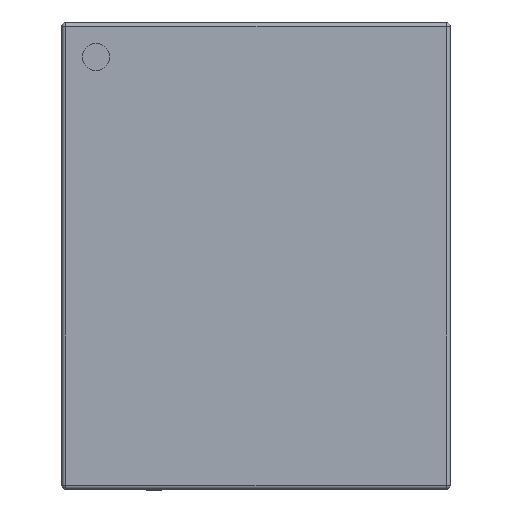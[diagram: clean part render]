
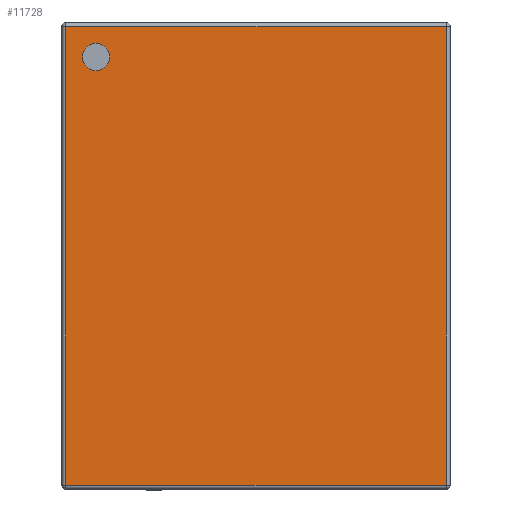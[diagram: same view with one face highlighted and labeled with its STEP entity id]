
A CAD part, top view. The second image highlights one B-rep face of the part: STEP entity #11728.
In plain terms, the highlighted planar face has unit normal (0, 0, 1).
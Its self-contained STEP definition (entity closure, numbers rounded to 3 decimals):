
#9430 = CYLINDRICAL_SURFACE('',#9431,0.05);
#9431 = AXIS2_PLACEMENT_3D('',#9432,#9433,#9434);
#9432 = CARTESIAN_POINT('',(-2.94,2.44,0.83));
#9433 = DIRECTION('',(-0.,-1.,-0.));
#9434 = DIRECTION('',(-1.,0.,0.));
#9628 = CYLINDRICAL_SURFACE('',#9629,0.05);
#9629 = AXIS2_PLACEMENT_3D('',#9630,#9631,#9632);
#9630 = CARTESIAN_POINT('',(-2.99,-2.44,0.83));
#9631 = DIRECTION('',(1.,0.,0.));
#9632 = DIRECTION('',(0.,-1.,0.));
#10337 = CYLINDRICAL_SURFACE('',#10338,0.05);
#10338 = AXIS2_PLACEMENT_3D('',#10339,#10340,#10341);
#10339 = CARTESIAN_POINT('',(-2.99,2.44,0.83));
#10340 = DIRECTION('',(1.,0.,0.));
#10341 = DIRECTION('',(0.,1.,0.));
#10793 = CYLINDRICAL_SURFACE('',#10794,0.05);
#10794 = AXIS2_PLACEMENT_3D('',#10795,#10796,#10797);
#10795 = CARTESIAN_POINT('',(2.94,-2.44,0.83));
#10796 = DIRECTION('',(0.,1.,0.));
#10797 = DIRECTION('',(0.,0.,1.));
#11353 = VERTEX_POINT('',#11354);
#11354 = CARTESIAN_POINT('',(-2.94,2.44,0.88));
#11374 = EDGE_CURVE('',#11353,#11375,#11377,.T.);
#11375 = VERTEX_POINT('',#11376);
#11376 = CARTESIAN_POINT('',(-2.94,-2.44,0.88));
#11377 = SURFACE_CURVE('',#11378,(#11382,#11389),.PCURVE_S1.);
#11378 = LINE('',#11379,#11380);
#11379 = CARTESIAN_POINT('',(-2.94,2.44,0.88));
#11380 = VECTOR('',#11381,1.);
#11381 = DIRECTION('',(-0.,-1.,-0.));
#11382 = PCURVE('',#9430,#11383);
#11383 = DEFINITIONAL_REPRESENTATION('',(#11384),#11388);
#11384 = LINE('',#11385,#11386);
#11385 = CARTESIAN_POINT('',(-1.571,0.));
#11386 = VECTOR('',#11387,1.);
#11387 = DIRECTION('',(-0.,1.));
#11388 = ( GEOMETRIC_REPRESENTATION_CONTEXT(2) 
PARAMETRIC_REPRESENTATION_CONTEXT() REPRESENTATION_CONTEXT('2D SPACE',''
  ) );
#11389 = PCURVE('',#11390,#11395);
#11390 = PLANE('',#11391);
#11391 = AXIS2_PLACEMENT_3D('',#11392,#11393,#11394);
#11392 = CARTESIAN_POINT('',(-2.99,-2.49,0.88));
#11393 = DIRECTION('',(0.,0.,1.));
#11394 = DIRECTION('',(1.,0.,0.));
#11395 = DEFINITIONAL_REPRESENTATION('',(#11396),#11400);
#11396 = LINE('',#11397,#11398);
#11397 = CARTESIAN_POINT('',(0.05,4.93));
#11398 = VECTOR('',#11399,1.);
#11399 = DIRECTION('',(-0.,-1.));
#11400 = ( GEOMETRIC_REPRESENTATION_CONTEXT(2) 
PARAMETRIC_REPRESENTATION_CONTEXT() REPRESENTATION_CONTEXT('2D SPACE',''
  ) );
#11480 = EDGE_CURVE('',#11375,#11481,#11483,.T.);
#11481 = VERTEX_POINT('',#11482);
#11482 = CARTESIAN_POINT('',(2.94,-2.44,0.88));
#11483 = SURFACE_CURVE('',#11484,(#11488,#11495),.PCURVE_S1.);
#11484 = LINE('',#11485,#11486);
#11485 = CARTESIAN_POINT('',(-2.99,-2.44,0.88));
#11486 = VECTOR('',#11487,1.);
#11487 = DIRECTION('',(1.,0.,0.));
#11488 = PCURVE('',#9628,#11489);
#11489 = DEFINITIONAL_REPRESENTATION('',(#11490),#11494);
#11490 = LINE('',#11491,#11492);
#11491 = CARTESIAN_POINT('',(-1.571,0.));
#11492 = VECTOR('',#11493,1.);
#11493 = DIRECTION('',(-0.,1.));
#11494 = ( GEOMETRIC_REPRESENTATION_CONTEXT(2) 
PARAMETRIC_REPRESENTATION_CONTEXT() REPRESENTATION_CONTEXT('2D SPACE',''
  ) );
#11495 = PCURVE('',#11390,#11496);
#11496 = DEFINITIONAL_REPRESENTATION('',(#11497),#11501);
#11497 = LINE('',#11498,#11499);
#11498 = CARTESIAN_POINT('',(0.,0.05));
#11499 = VECTOR('',#11500,1.);
#11500 = DIRECTION('',(1.,0.));
#11501 = ( GEOMETRIC_REPRESENTATION_CONTEXT(2) 
PARAMETRIC_REPRESENTATION_CONTEXT() REPRESENTATION_CONTEXT('2D SPACE',''
  ) );
#11582 = EDGE_CURVE('',#11353,#11583,#11585,.T.);
#11583 = VERTEX_POINT('',#11584);
#11584 = CARTESIAN_POINT('',(2.94,2.44,0.88));
#11585 = SURFACE_CURVE('',#11586,(#11590,#11597),.PCURVE_S1.);
#11586 = LINE('',#11587,#11588);
#11587 = CARTESIAN_POINT('',(-2.99,2.44,0.88));
#11588 = VECTOR('',#11589,1.);
#11589 = DIRECTION('',(1.,0.,0.));
#11590 = PCURVE('',#10337,#11591);
#11591 = DEFINITIONAL_REPRESENTATION('',(#11592),#11596);
#11592 = LINE('',#11593,#11594);
#11593 = CARTESIAN_POINT('',(1.571,0.));
#11594 = VECTOR('',#11595,1.);
#11595 = DIRECTION('',(0.,1.));
#11596 = ( GEOMETRIC_REPRESENTATION_CONTEXT(2) 
PARAMETRIC_REPRESENTATION_CONTEXT() REPRESENTATION_CONTEXT('2D SPACE',''
  ) );
#11597 = PCURVE('',#11390,#11598);
#11598 = DEFINITIONAL_REPRESENTATION('',(#11599),#11603);
#11599 = LINE('',#11600,#11601);
#11600 = CARTESIAN_POINT('',(0.,4.93));
#11601 = VECTOR('',#11602,1.);
#11602 = DIRECTION('',(1.,0.));
#11603 = ( GEOMETRIC_REPRESENTATION_CONTEXT(2) 
PARAMETRIC_REPRESENTATION_CONTEXT() REPRESENTATION_CONTEXT('2D SPACE',''
  ) );
#11702 = EDGE_CURVE('',#11481,#11583,#11703,.T.);
#11703 = SURFACE_CURVE('',#11704,(#11708,#11715),.PCURVE_S1.);
#11704 = LINE('',#11705,#11706);
#11705 = CARTESIAN_POINT('',(2.94,-2.44,0.88));
#11706 = VECTOR('',#11707,1.);
#11707 = DIRECTION('',(0.,1.,0.));
#11708 = PCURVE('',#10793,#11709);
#11709 = DEFINITIONAL_REPRESENTATION('',(#11710),#11714);
#11710 = LINE('',#11711,#11712);
#11711 = CARTESIAN_POINT('',(0.,0.));
#11712 = VECTOR('',#11713,1.);
#11713 = DIRECTION('',(0.,1.));
#11714 = ( GEOMETRIC_REPRESENTATION_CONTEXT(2) 
PARAMETRIC_REPRESENTATION_CONTEXT() REPRESENTATION_CONTEXT('2D SPACE',''
  ) );
#11715 = PCURVE('',#11390,#11716);
#11716 = DEFINITIONAL_REPRESENTATION('',(#11717),#11721);
#11717 = LINE('',#11718,#11719);
#11718 = CARTESIAN_POINT('',(5.93,0.05));
#11719 = VECTOR('',#11720,1.);
#11720 = DIRECTION('',(0.,1.));
#11721 = ( GEOMETRIC_REPRESENTATION_CONTEXT(2) 
PARAMETRIC_REPRESENTATION_CONTEXT() REPRESENTATION_CONTEXT('2D SPACE',''
  ) );
#11728 = ADVANCED_FACE('',(#11729,#11735),#11390,.T.);
#11729 = FACE_BOUND('',#11730,.T.);
#11730 = EDGE_LOOP('',(#11731,#11732,#11733,#11734));
#11731 = ORIENTED_EDGE('',*,*,#11480,.T.);
#11732 = ORIENTED_EDGE('',*,*,#11702,.T.);
#11733 = ORIENTED_EDGE('',*,*,#11582,.F.);
#11734 = ORIENTED_EDGE('',*,*,#11374,.T.);
#11735 = FACE_BOUND('',#11736,.T.);
#11736 = EDGE_LOOP('',(#11737));
#11737 = ORIENTED_EDGE('',*,*,#11738,.F.);
#11738 = EDGE_CURVE('',#11739,#11739,#11741,.T.);
#11739 = VERTEX_POINT('',#11740);
#11740 = CARTESIAN_POINT('',(-2.375,-2.05,0.88));
#11741 = SURFACE_CURVE('',#11742,(#11747,#11754),.PCURVE_S1.);
#11742 = CIRCLE('',#11743,0.175);
#11743 = AXIS2_PLACEMENT_3D('',#11744,#11745,#11746);
#11744 = CARTESIAN_POINT('',(-2.55,-2.05,0.88));
#11745 = DIRECTION('',(0.,0.,1.));
#11746 = DIRECTION('',(1.,0.,0.));
#11747 = PCURVE('',#11390,#11748);
#11748 = DEFINITIONAL_REPRESENTATION('',(#11749),#11753);
#11749 = CIRCLE('',#11750,0.175);
#11750 = AXIS2_PLACEMENT_2D('',#11751,#11752);
#11751 = CARTESIAN_POINT('',(0.44,0.44));
#11752 = DIRECTION('',(1.,0.));
#11753 = ( GEOMETRIC_REPRESENTATION_CONTEXT(2) 
PARAMETRIC_REPRESENTATION_CONTEXT() REPRESENTATION_CONTEXT('2D SPACE',''
  ) );
#11754 = PCURVE('',#11755,#11760);
#11755 = CYLINDRICAL_SURFACE('',#11756,0.175);
#11756 = AXIS2_PLACEMENT_3D('',#11757,#11758,#11759);
#11757 = CARTESIAN_POINT('',(-2.55,-2.05,0.88));
#11758 = DIRECTION('',(-0.,-0.,-1.));
#11759 = DIRECTION('',(1.,0.,0.));
#11760 = DEFINITIONAL_REPRESENTATION('',(#11761),#11765);
#11761 = LINE('',#11762,#11763);
#11762 = CARTESIAN_POINT('',(-0.,0.));
#11763 = VECTOR('',#11764,1.);
#11764 = DIRECTION('',(-1.,0.));
#11765 = ( GEOMETRIC_REPRESENTATION_CONTEXT(2) 
PARAMETRIC_REPRESENTATION_CONTEXT() REPRESENTATION_CONTEXT('2D SPACE',''
  ) );
